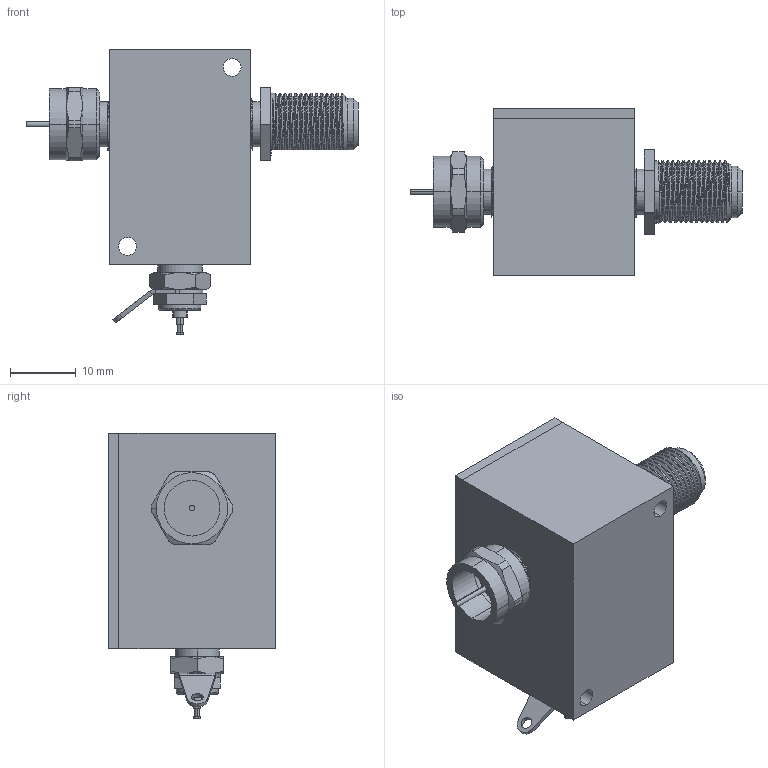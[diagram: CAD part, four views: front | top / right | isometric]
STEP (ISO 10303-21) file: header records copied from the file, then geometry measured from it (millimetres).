
FILE_DESCRIPTION (( 'STEP AP214' ), '1' );
FILE_NAME ('FMBT1646_3D.STEP', '2022-06-26T06:04:06', ( '' ), ( '' ), 'SwSTEP 2.0', 'SolidWorks 2021', '' );
FILE_SCHEMA (( 'AUTOMOTIVE_DESIGN' ));
Length unit declared in the file: inch
Products named in the file (15): Copy of F-FEMALE^PE1646; Copy of F-MALE-BODY^Copy of F-MALE_PE1646; Copy of 120-0050^PE1646; Copy of 286-0009-LUG^Copy of 286-0009-00_PE1646; Copy of 286-0009-INSULATOR^Copy of 286-0009-00_PE1646; Copy of F-MALE^PE1646; Copy of 286-0009-CENTER CONDUCTOR^Copy of 286-0009-00_PE1646; Copy of 103-4026-NUT^Copy of F-MALE_PE1646; Copy of 010-2002-00_010-2002-00^PE1646; Copy of 120-0051-02^PE1646; FMBT1646_3D; Copy of F-MALE-PIN^Copy of F-MALE_PE1646; Copy of 286-0009-HOUSING^Copy of 286-0009-00_PE1646; Copy of 286-0009-00^PE1646; Copy of 286-0009-NUT^Copy of 286-0009-00_PE1646
Assembly tree (15 placements, depth 3):
  FMBT1646_3D
    Copy of 120-0050^PE1646
    Copy of 120-0051-02^PE1646
    Copy of 010-2002-00_010-2002-00^PE1646  x2
    Copy of 286-0009-00^PE1646
      Copy of 286-0009-HOUSING^Copy of 286-0009-00_PE1646
      Copy of 286-0009-INSULATOR^Copy of 286-0009-00_PE1646
      Copy of 286-0009-CENTER CONDUCTOR^Copy of 286-0009-00_PE1646
      Copy of 286-0009-LUG^Copy of 286-0009-00_PE1646
      Copy of 286-0009-NUT^Copy of 286-0009-00_PE1646
    Copy of F-MALE^PE1646
      Copy of F-MALE-BODY^Copy of F-MALE_PE1646
      Copy of 103-4026-NUT^Copy of F-MALE_PE1646
      Copy of F-MALE-PIN^Copy of F-MALE_PE1646
    Copy of F-FEMALE^PE1646
Bounding box: 50.42 x 25.4 x 43.43 mm (x, y, z)
Volume: 19620.2 mm3; surface area: 8924.7 mm2
Topology: 13 solids, 13 shells, 618 faces, 1556 edges, 982 vertices
Faces by surface type: cylinder 267, cone 154, plane 135, bspline 62
Entity records: 74963 total; most frequent: CARTESIAN_POINT 62979, ORIENTED_EDGE 2594, DIRECTION 2072, EDGE_CURVE 1297, VERTEX_POINT 830, AXIS2_PLACEMENT_3D 820, EDGE_LOOP 559, ADVANCED_FACE 513
